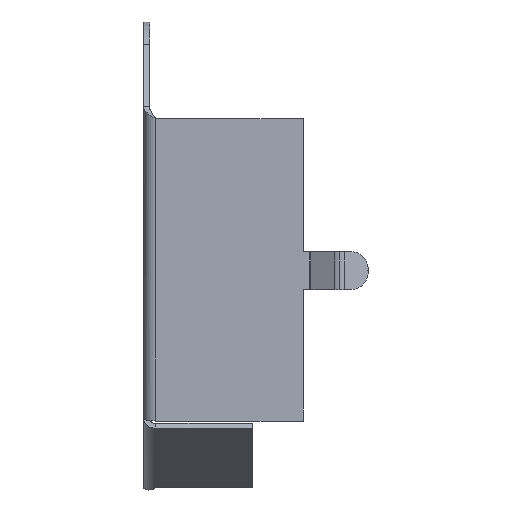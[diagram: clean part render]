
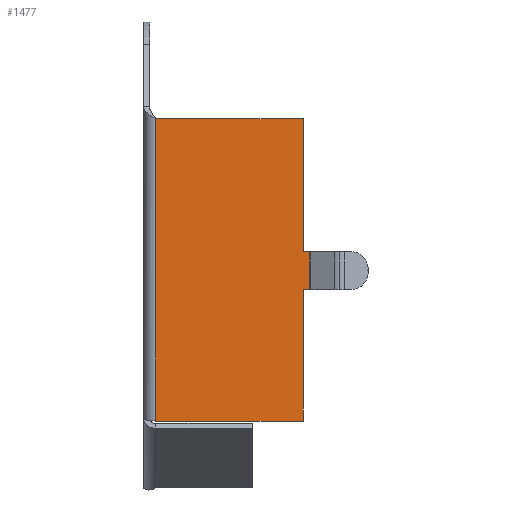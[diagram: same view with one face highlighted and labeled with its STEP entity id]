
A CAD part, left-side view. The second image highlights one B-rep face of the part: STEP entity #1477.
In plain terms, the highlighted planar face has unit normal (-1, 0, 0).
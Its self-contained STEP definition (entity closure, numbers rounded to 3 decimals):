
#36 = ORIENTED_EDGE ( 'NONE', *, *, #1200, .F. ) ;
#43 = VECTOR ( 'NONE', #3820, 1000. ) ;
#145 = CARTESIAN_POINT ( 'NONE',  ( -12.7, 2.7, -1.43 ) ) ;
#148 = DIRECTION ( 'NONE',  ( -1., 0., 0. ) ) ;
#232 = AXIS2_PLACEMENT_3D ( 'NONE', #3419, #148, #2192 ) ;
#237 = LINE ( 'NONE', #1402, #3247 ) ;
#308 = VECTOR ( 'NONE', #446, 1000. ) ;
#317 = EDGE_CURVE ( 'NONE', #2945, #2546, #1449, .T. ) ;
#446 = DIRECTION ( 'NONE',  ( 0., -1., 0. ) ) ;
#458 = LINE ( 'NONE', #513, #831 ) ;
#513 = CARTESIAN_POINT ( 'NONE',  ( -12.7, 8.8, 0. ) ) ;
#537 = DIRECTION ( 'NONE',  ( 0., 0., -1. ) ) ;
#678 = DIRECTION ( 'NONE',  ( 0., -1., 0. ) ) ;
#786 = VECTOR ( 'NONE', #678, 1000. ) ;
#831 = VECTOR ( 'NONE', #537, 1000. ) ;
#837 = VERTEX_POINT ( 'NONE', #2721 ) ;
#937 = LINE ( 'NONE', #2398, #3842 ) ;
#995 = EDGE_CURVE ( 'NONE', #2945, #2320, #2576, .T. ) ;
#1105 = CARTESIAN_POINT ( 'NONE',  ( -12.7, 2.425, 0.13 ) ) ;
#1130 = EDGE_CURVE ( 'NONE', #1954, #3272, #3759, .T. ) ;
#1138 = LINE ( 'NONE', #3131, #308 ) ;
#1176 = EDGE_CURVE ( 'NONE', #3450, #837, #458, .T. ) ;
#1193 = VECTOR ( 'NONE', #2950, 1000. ) ;
#1200 = EDGE_CURVE ( 'NONE', #2922, #2320, #2145, .T. ) ;
#1201 = ORIENTED_EDGE ( 'NONE', *, *, #995, .T. ) ;
#1267 = EDGE_CURVE ( 'NONE', #2546, #837, #937, .T. ) ;
#1355 = DIRECTION ( 'NONE',  ( 0., 0., -1. ) ) ;
#1402 = CARTESIAN_POINT ( 'NONE',  ( -12.7, 2.7, 5.64 ) ) ;
#1449 = LINE ( 'NONE', #1685, #1760 ) ;
#1477 = ADVANCED_FACE ( 'NONE', ( #3429 ), #3653, .T. ) ;
#1488 = CARTESIAN_POINT ( 'NONE',  ( -12.7, 2.7, 5.64 ) ) ;
#1551 = ORIENTED_EDGE ( 'NONE', *, *, #1130, .F. ) ;
#1685 = CARTESIAN_POINT ( 'NONE',  ( -12.7, 2.7, -7.06 ) ) ;
#1717 = CARTESIAN_POINT ( 'NONE',  ( -12.7, 2.425, 0.13 ) ) ;
#1719 = ORIENTED_EDGE ( 'NONE', *, *, #3785, .F. ) ;
#1760 = VECTOR ( 'NONE', #1355, 1000. ) ;
#1890 = CARTESIAN_POINT ( 'NONE',  ( -12.7, 2.7, -1.43 ) ) ;
#1922 = CARTESIAN_POINT ( 'NONE',  ( -12.7, 8.8, 5.64 ) ) ;
#1954 = VERTEX_POINT ( 'NONE', #1488 ) ;
#1995 = ORIENTED_EDGE ( 'NONE', *, *, #317, .F. ) ;
#2093 = ORIENTED_EDGE ( 'NONE', *, *, #1176, .T. ) ;
#2128 = EDGE_CURVE ( 'NONE', #3450, #1954, #237, .T. ) ;
#2145 = LINE ( 'NONE', #1717, #43 ) ;
#2192 = DIRECTION ( 'NONE',  ( 0., -1., 0. ) ) ;
#2320 = VERTEX_POINT ( 'NONE', #3037 ) ;
#2396 = CARTESIAN_POINT ( 'NONE',  ( -12.7, 2.7, -6.878 ) ) ;
#2398 = CARTESIAN_POINT ( 'NONE',  ( -12.7, 9.05, -6.878 ) ) ;
#2546 = VERTEX_POINT ( 'NONE', #2396 ) ;
#2576 = LINE ( 'NONE', #1890, #786 ) ;
#2668 = DIRECTION ( 'NONE',  ( 0., 1., 0. ) ) ;
#2721 = CARTESIAN_POINT ( 'NONE',  ( -12.7, 8.8, -6.878 ) ) ;
#2922 = VERTEX_POINT ( 'NONE', #1105 ) ;
#2945 = VERTEX_POINT ( 'NONE', #145 ) ;
#2950 = DIRECTION ( 'NONE',  ( 0., 0., -1. ) ) ;
#2960 = CARTESIAN_POINT ( 'NONE',  ( -12.7, 2.7, -7.06 ) ) ;
#3037 = CARTESIAN_POINT ( 'NONE',  ( -12.7, 2.425, -1.43 ) ) ;
#3043 = ORIENTED_EDGE ( 'NONE', *, *, #2128, .F. ) ;
#3114 = CARTESIAN_POINT ( 'NONE',  ( -12.7, 2.7, 0.13 ) ) ;
#3131 = CARTESIAN_POINT ( 'NONE',  ( -12.7, 2.7, 0.13 ) ) ;
#3157 = ORIENTED_EDGE ( 'NONE', *, *, #1267, .F. ) ;
#3176 = DIRECTION ( 'NONE',  ( 0., -1., 0. ) ) ;
#3247 = VECTOR ( 'NONE', #3176, 1000. ) ;
#3272 = VERTEX_POINT ( 'NONE', #3114 ) ;
#3382 = EDGE_LOOP ( 'NONE', ( #3157, #1995, #1201, #36, #1719, #1551, #3043, #2093 ) ) ;
#3419 = CARTESIAN_POINT ( 'NONE',  ( -12.7, 0., 0. ) ) ;
#3429 = FACE_OUTER_BOUND ( 'NONE', #3382, .T. ) ;
#3450 = VERTEX_POINT ( 'NONE', #1922 ) ;
#3653 = PLANE ( 'NONE',  #232 ) ;
#3759 = LINE ( 'NONE', #2960, #1193 ) ;
#3785 = EDGE_CURVE ( 'NONE', #3272, #2922, #1138, .T. ) ;
#3820 = DIRECTION ( 'NONE',  ( 0., 0., -1. ) ) ;
#3842 = VECTOR ( 'NONE', #2668, 1000. ) ;
